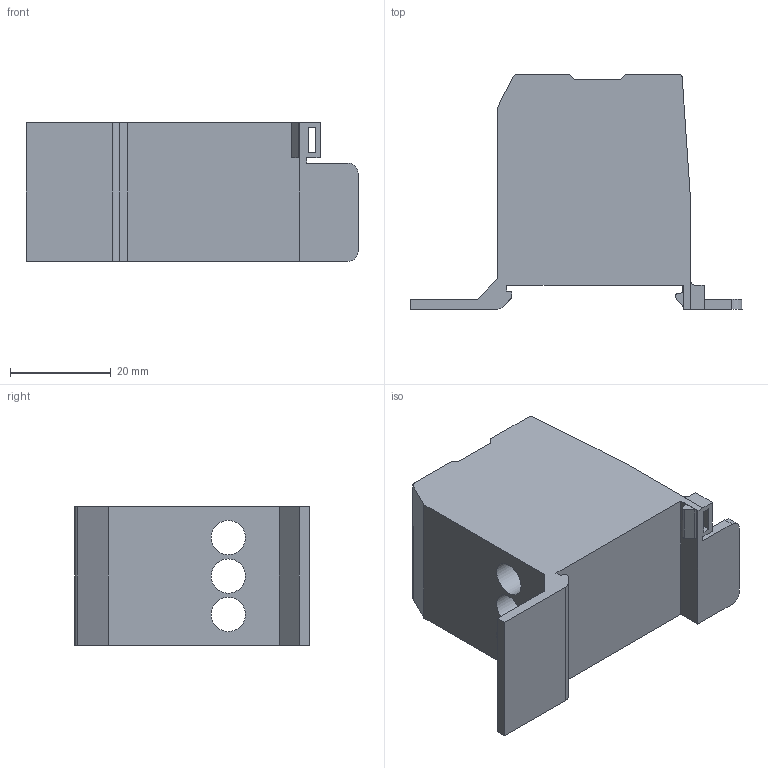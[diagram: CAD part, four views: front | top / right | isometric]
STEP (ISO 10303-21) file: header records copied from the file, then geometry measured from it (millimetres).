
FILE_DESCRIPTION(/* description */ ('Unknown'),/* implementation_level */ '2;1');
FILE_NAME(/* name */ 'DBD16_GY_3D-SOLID',/* time_stamp */ '2024-11-26T13:35:44+05:00',/* author */ ('Unknown'),/* organization */ ('Unknown'),/* preprocessor_version */ 'ST-DEVELOPER v16.7',/* originating_system */ 'Solid Edge',/* authorisation */ 'Unknown');
FILE_SCHEMA (('AUTOMOTIVE_DESIGN {1 0 10303 214 3 1 1}'));
Length unit declared in the file: millimetre
Products named in the file (1): DBD16_GY_3D-SOLID
Bounding box: 65.8 x 46.5 x 27.51 mm (x, y, z)
Volume: 39585.3 mm3; surface area: 12676.1 mm2
Topology: 1 solids, 1 shells, 84 faces, 223 edges, 151 vertices
Faces by surface type: plane 58, cylinder 26
Full cylindrical faces by diameter (mm): 4.65 x4, 4.8 x4, 6 x3, 6.8 x3
Entity records: 2528 total; most frequent: CARTESIAN_POINT 431, DIRECTION 424, ORIENTED_EDGE 404, EDGE_CURVE 202, LINE 150, VECTOR 150, VERTEX_POINT 144, AXIS2_PLACEMENT_3D 137
